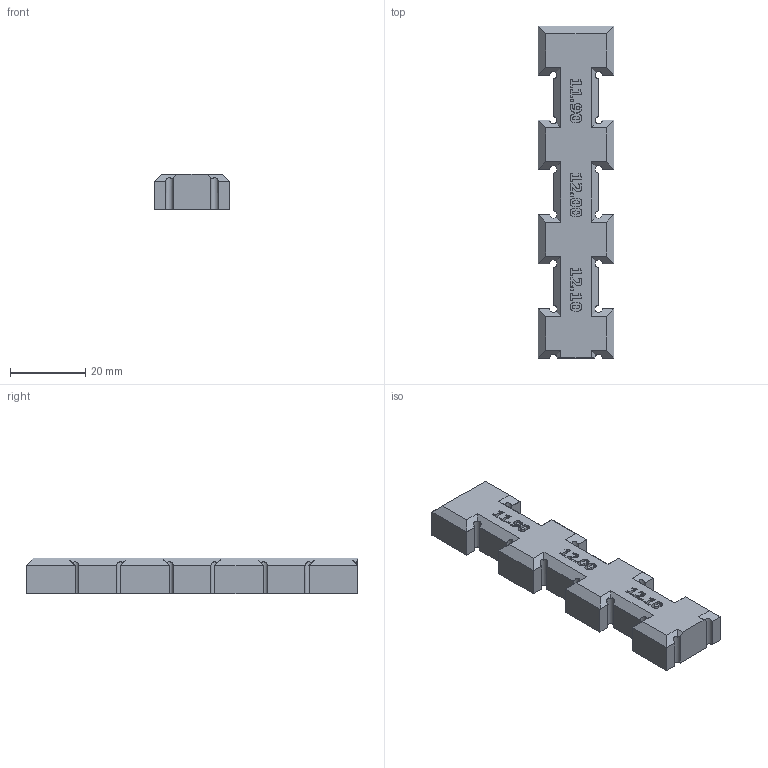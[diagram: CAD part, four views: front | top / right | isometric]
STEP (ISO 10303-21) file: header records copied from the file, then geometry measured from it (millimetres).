
FILE_DESCRIPTION(/* description */ (''),/* implementation_level */ '2;1');
FILE_NAME(/* name */ 'Locating_bar_fit_calib.stp',/* time_stamp */ '2025-11-17T14:22:31-03:00',/* author */ ('Carla Fernandez'),/* organization */ (''),/* preprocessor_version */ 'ST-DEVELOPER v20.1',/* originating_system */ 'Autodesk Inventor 2026',/* authorisation */ '');
FILE_SCHEMA (('AUTOMOTIVE_DESIGN { 1 0 10303 214 3 1 1 }'));
Length unit declared in the file: millimetre
Products named in the file (1): Locating_bar_fit_calib
Bounding box: 20 x 88 x 9.5 mm (x, y, z)
Volume: 13134 mm3; surface area: 5711.5 mm2
Topology: 1 solids, 1 shells, 298 faces, 804 edges, 528 vertices
Faces by surface type: plane 171, bspline 113, cylinder 14
Entity records: 10513 total; most frequent: CARTESIAN_POINT 3654, ORIENTED_EDGE 1608, DIRECTION 1048, EDGE_CURVE 804, LINE 528, VECTOR 528, VERTEX_POINT 528, EDGE_LOOP 318
